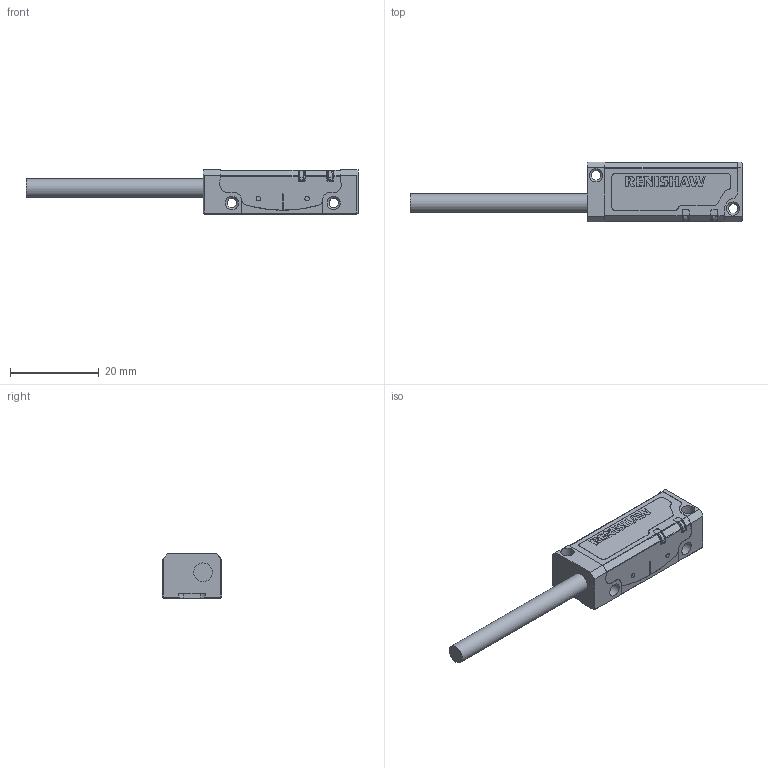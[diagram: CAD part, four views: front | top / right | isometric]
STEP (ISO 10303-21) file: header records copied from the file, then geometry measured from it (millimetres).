
FILE_DESCRIPTION(/* description */ (''),/* implementation_level */ '2;1');
FILE_NAME(/* name */ 'TONIC_STEP214',/* time_stamp */ '2008-08-13T11:09:10+01:00',/* author */ (''),/* organization */ (''),/* preprocessor_version */ 'ST-DEVELOPER v9',/* originating_system */ 'UGS - NX 3.0',/* authorisation */ '');
FILE_SCHEMA (('AUTOMOTIVE_DESIGN { 1 0 10303 214 1 1 1 1 }'));
Length unit declared in the file: millimetre
Products named in the file (1): gh1206BAj15j
Bounding box: 75 x 13.5 x 10 mm (x, y, z)
Volume: 4762.9 mm3; surface area: 2812.2 mm2
Topology: 1 solids, 1 shells, 542 faces, 1529 edges, 1012 vertices
Faces by surface type: plane 432, cylinder 87, cone 15, bspline 8
Full cylindrical faces by diameter (mm): 1 x4, 2.135 x4, 2.75 x1, 3 x6, 4.17 x2, 4.2 x1
Entity records: 21029 total; most frequent: CARTESIAN_POINT 3303, ORIENTED_EDGE 2980, DIRECTION 2748, EDGE_CURVE 1490, LINE 1262, VECTOR 1262, VERTEX_POINT 1002, AXIS2_PLACEMENT_3D 743
